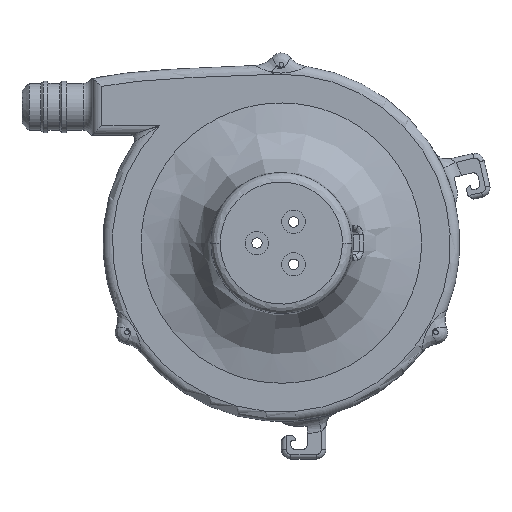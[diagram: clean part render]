
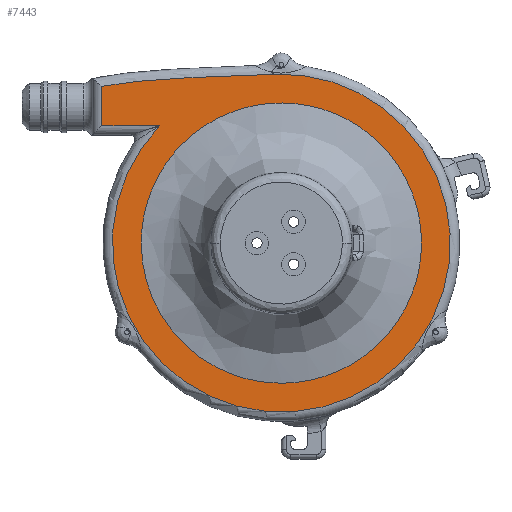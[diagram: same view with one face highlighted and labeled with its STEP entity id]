
A CAD part, front view. The second image highlights one B-rep face of the part: STEP entity #7443.
In plain terms, the highlighted planar face has unit normal (0, -1, 0).
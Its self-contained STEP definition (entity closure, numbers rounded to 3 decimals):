
#59=FACE_BOUND('',#997,.T.);
#111=PLANE('',#8005);
#560=FACE_OUTER_BOUND('',#996,.T.);
#996=EDGE_LOOP('',(#6138,#6139,#6140,#6141,#6142));
#997=EDGE_LOOP('',(#6143));
#1165=CIRCLE('',#7961,36.);
#1172=CIRCLE('',#7969,2.5);
#1698=B_SPLINE_CURVE_WITH_KNOTS('',3,(#18855,#18856,#18857,#18858,#18859,
#18860,#18861,#18862,#18863,#18864,#18865,#18866,#18867,#18868,#18869,#18870,
#18871,#18872,#18873,#18874,#18875),.UNSPECIFIED.,.T.,.F.,(4,1,1,1,1,1,
1,1,1,1,1,1,1,1,1,1,1,1,4),(-18.669,-17.336,-16.002,
-15.113,-14.224,-13.335,-12.446,
-11.557,-10.668,-9.779,-8.89,
-8.001,-7.112,-6.223,-5.334,
-4.001,-2.667,-1.334,0.),.UNSPECIFIED.);
#1759=B_SPLINE_CURVE_WITH_KNOTS('',3,(#20737,#20738,#20739,#20740,#20741,
#20742,#20743),.UNSPECIFIED.,.F.,.F.,(4,1,1,1,4),(-3.593,-3.473,
-3.199,-2.099,0.1),.UNSPECIFIED.);
#2158=LINE('',#20430,#2533);
#2168=LINE('',#21440,#2543);
#2533=VECTOR('',#9343,10.);
#2543=VECTOR('',#9451,10.);
#3074=VERTEX_POINT('',#18847);
#3243=VERTEX_POINT('',#20388);
#3247=VERTEX_POINT('',#20429);
#3252=VERTEX_POINT('',#20486);
#3262=VERTEX_POINT('',#20672);
#3263=VERTEX_POINT('',#20722);
#4056=EDGE_CURVE('',#3074,#3074,#1698,.T.);
#4337=EDGE_CURVE('',#3243,#3247,#2158,.T.);
#4345=EDGE_CURVE('',#3243,#3252,#1165,.T.);
#4361=EDGE_CURVE('',#3262,#3252,#1172,.T.);
#4364=EDGE_CURVE('',#3263,#3262,#1759,.T.);
#4406=EDGE_CURVE('',#3247,#3263,#2168,.T.);
#6138=ORIENTED_EDGE('',*,*,#4345,.T.);
#6139=ORIENTED_EDGE('',*,*,#4361,.F.);
#6140=ORIENTED_EDGE('',*,*,#4364,.F.);
#6141=ORIENTED_EDGE('',*,*,#4406,.F.);
#6142=ORIENTED_EDGE('',*,*,#4337,.F.);
#6143=ORIENTED_EDGE('',*,*,#4056,.F.);
#7443=ADVANCED_FACE('',(#560,#59),#111,.F.);
#7961=AXIS2_PLACEMENT_3D('',#20503,#9352,#9353);
#7969=AXIS2_PLACEMENT_3D('',#20679,#9368,#9369);
#8005=AXIS2_PLACEMENT_3D('',#21439,#9449,#9450);
#9343=DIRECTION('',(-1.,0.,0.));
#9352=DIRECTION('center_axis',(0.,-1.,0.));
#9353=DIRECTION('ref_axis',(0.,0.,1.));
#9368=DIRECTION('center_axis',(0.,1.,0.));
#9369=DIRECTION('ref_axis',(1.,0.,0.));
#9449=DIRECTION('center_axis',(0.,1.,0.));
#9450=DIRECTION('ref_axis',(1.,0.,0.));
#9451=DIRECTION('',(0.,0.,1.));
#18847=CARTESIAN_POINT('',(-29.849,0.,0.));
#18855=CARTESIAN_POINT('Ctrl Pts',(-29.849,0.,0.));
#18856=CARTESIAN_POINT('Ctrl Pts',(-29.849,0.,-4.465));
#18857=CARTESIAN_POINT('Ctrl Pts',(-27.815,0.,-13.395));
#18858=CARTESIAN_POINT('Ctrl Pts',(-20.197,0.,-22.939));
#18859=CARTESIAN_POINT('Ctrl Pts',(-11.068,0.,-28.202));
#18860=CARTESIAN_POINT('Ctrl Pts',(-2.265,0.,-30.214));
#18861=CARTESIAN_POINT('Ctrl Pts',(6.742,0.,-29.538));
#18862=CARTESIAN_POINT('Ctrl Pts',(15.149,0.,-26.239));
#18863=CARTESIAN_POINT('Ctrl Pts',(22.21,0.,-20.608));
#18864=CARTESIAN_POINT('Ctrl Pts',(27.298,0.,-13.146));
#18865=CARTESIAN_POINT('Ctrl Pts',(29.96,0.,-4.516));
#18866=CARTESIAN_POINT('Ctrl Pts',(29.96,0.,4.516));
#18867=CARTESIAN_POINT('Ctrl Pts',(27.298,0.,13.145));
#18868=CARTESIAN_POINT('Ctrl Pts',(22.21,0.,20.609));
#18869=CARTESIAN_POINT('Ctrl Pts',(15.149,0.,26.237));
#18870=CARTESIAN_POINT('Ctrl Pts',(5.342,0.,30.094));
#18871=CARTESIAN_POINT('Ctrl Pts',(-6.868,0.,30.097));
#18872=CARTESIAN_POINT('Ctrl Pts',(-19.247,0.,24.135));
#18873=CARTESIAN_POINT('Ctrl Pts',(-27.814,0.,13.394));
#18874=CARTESIAN_POINT('Ctrl Pts',(-29.849,0.,4.465));
#18875=CARTESIAN_POINT('Ctrl Pts',(-29.849,0.,0.));
#20388=CARTESIAN_POINT('',(-25.904,0.,25.));
#20429=CARTESIAN_POINT('',(-38.249,0.,25.));
#20430=CARTESIAN_POINT('',(-15.687,0.,25.));
#20486=CARTESIAN_POINT('',(-1.46,0.,35.97));
#20503=CARTESIAN_POINT('Origin',(0.,0.,0.));
#20672=CARTESIAN_POINT('',(-1.443,0.,35.959));
#20679=CARTESIAN_POINT('Origin',(0.,0.,38.));
#20722=CARTESIAN_POINT('',(-38.249,0.,33.399));
#20737=CARTESIAN_POINT('Ctrl Pts',(-38.249,0.,
33.401));
#20738=CARTESIAN_POINT('Ctrl Pts',(-37.857,0.,
33.48));
#20739=CARTESIAN_POINT('Ctrl Pts',(-36.563,0.,
33.718));
#20740=CARTESIAN_POINT('Ctrl Pts',(-31.636,0.,
34.44));
#20741=CARTESIAN_POINT('Ctrl Pts',(-19.757,0.,
35.352));
#20742=CARTESIAN_POINT('Ctrl Pts',(-8.77,0.,
35.748));
#20743=CARTESIAN_POINT('Ctrl Pts',(-1.443,0.,
35.959));
#21439=CARTESIAN_POINT('Origin',(-1.124,0.,1.25));
#21440=CARTESIAN_POINT('',(-38.249,0.,12.125));
